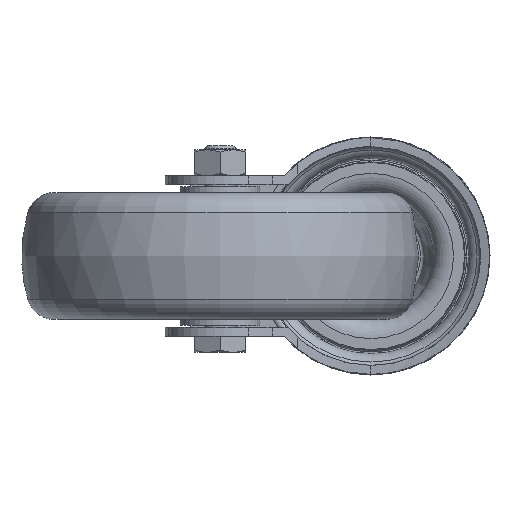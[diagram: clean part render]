
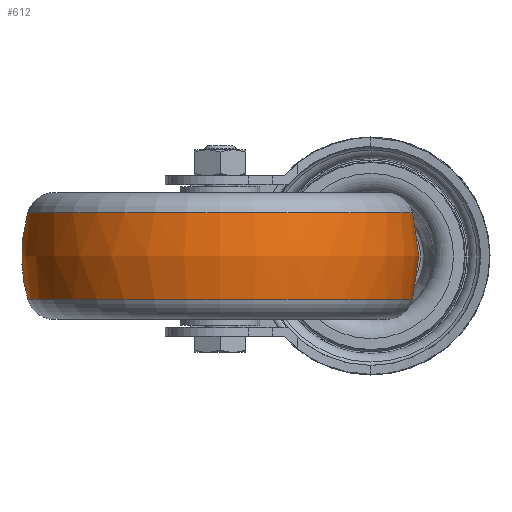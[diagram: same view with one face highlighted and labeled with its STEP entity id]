
A CAD part, front view. The second image highlights one B-rep face of the part: STEP entity #612.
In plain terms, the highlighted free-form (B-spline) face has degree [2, 2] with [3, 9] control points.
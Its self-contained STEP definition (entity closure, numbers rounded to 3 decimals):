
#548=CARTESIAN_POINT('',(-48.484,0.0,-10.909));
#549=VERTEX_POINT('',#548);
#550=CARTESIAN_POINT('',(0.0,0.0,-10.909));
#551=DIRECTION('',(0.0,0.0,-1.0));
#552=DIRECTION('',(-1.0,0.0,0.0));
#553=AXIS2_PLACEMENT_3D('',#550,#551,#552);
#554=CIRCLE('',#553,48.484);
#555=EDGE_CURVE('',#549,#549,#554,.T.);
#563=CARTESIAN_POINT('',(48.484,0.,10.909));
#564=CARTESIAN_POINT('',(51.576,0.,0.));
#565=CARTESIAN_POINT('',(48.484,0.,-10.909));
#566=CARTESIAN_POINT('',(48.484,48.484,10.909));
#567=CARTESIAN_POINT('',(51.576,51.576,0.));
#568=CARTESIAN_POINT('',(48.484,48.484,-10.909));
#569=CARTESIAN_POINT('',(0.,48.484,10.909));
#570=CARTESIAN_POINT('',(0.,51.576,0.));
#571=CARTESIAN_POINT('',(0.,48.484,-10.909));
#572=CARTESIAN_POINT('',(-48.484,48.484,10.909));
#573=CARTESIAN_POINT('',(-51.576,51.576,0.));
#574=CARTESIAN_POINT('',(-48.484,48.484,-10.909));
#575=CARTESIAN_POINT('',(-48.484,0.,10.909));
#576=CARTESIAN_POINT('',(-51.576,0.,0.));
#577=CARTESIAN_POINT('',(-48.484,0.,-10.909));
#578=CARTESIAN_POINT('',(-48.484,-48.484,10.909));
#579=CARTESIAN_POINT('',(-51.576,-51.576,0.));
#580=CARTESIAN_POINT('',(-48.484,-48.484,-10.909));
#581=CARTESIAN_POINT('',(0.,-48.484,10.909));
#582=CARTESIAN_POINT('',(0.,-51.576,0.));
#583=CARTESIAN_POINT('',(0.,-48.484,-10.909));
#584=CARTESIAN_POINT('',(48.484,-48.484,10.909));
#585=CARTESIAN_POINT('',(51.576,-51.576,0.));
#586=CARTESIAN_POINT('',(48.484,-48.484,-10.909));
#587=CARTESIAN_POINT('',(48.484,0.,10.909));
#588=CARTESIAN_POINT('',(51.576,0.,0.));
#589=CARTESIAN_POINT('',(48.484,0.,-10.909));
#597=(BOUNDED_SURFACE()B_SPLINE_SURFACE(2,2,((#563,#566,#569,#572,#575,#578,#581,#584,#587),(#564,#567,#570,#573,#576,#579,#582,#585,#588),(#565,#568,#571,#574,#577,#580,#583,#586,#589)),.UNSPECIFIED.,.F.,.T.,.U.)B_SPLINE_SURFACE_WITH_KNOTS((3,3),(3,2,2,2,3),(-0.276,0.276),(0.0,1.571,3.142,4.712,6.283),.UNSPECIFIED.)GEOMETRIC_REPRESENTATION_ITEM()RATIONAL_B_SPLINE_SURFACE(((1.0,0.707,1.0,0.707,1.0,0.707,1.0,0.707,1.0),(0.962,0.68,0.962,0.68,0.962,0.68,0.962,0.68,0.962),(1.0,0.707,1.0,0.707,1.0,0.707,1.0,0.707,1.0)))REPRESENTATION_ITEM('')SURFACE());
#598=CARTESIAN_POINT('',(-48.484,0.0,10.909));
#599=VERTEX_POINT('',#598);
#600=CARTESIAN_POINT('',(0.0,0.0,10.909));
#601=DIRECTION('',(0.0,0.0,-1.0));
#602=DIRECTION('',(-1.0,0.0,0.0));
#603=AXIS2_PLACEMENT_3D('',#600,#601,#602);
#604=CIRCLE('',#603,48.484);
#605=EDGE_CURVE('',#599,#599,#604,.T.);
#606=ORIENTED_EDGE('',*,*,#605,.T.);
#607=EDGE_LOOP('',(#606));
#608=FACE_OUTER_BOUND('',#607,.T.);
#609=ORIENTED_EDGE('',*,*,#555,.F.);
#610=EDGE_LOOP('',(#609));
#611=FACE_BOUND('',#610,.T.);
#612=ADVANCED_FACE('',(#608,#611),#597,.T.);
